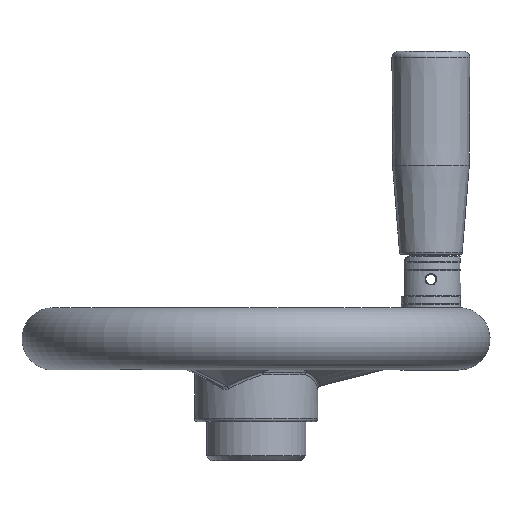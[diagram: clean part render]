
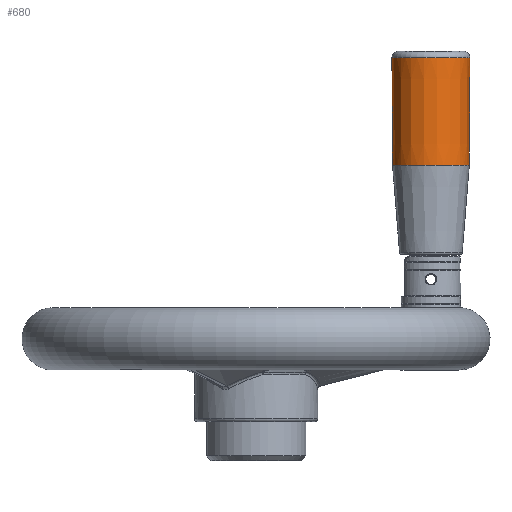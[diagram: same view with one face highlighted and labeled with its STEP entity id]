
A CAD part, front view. The second image highlights one B-rep face of the part: STEP entity #680.
In plain terms, the highlighted conical face has half-angle 0.314 degrees and reference radius 12.489 mm.
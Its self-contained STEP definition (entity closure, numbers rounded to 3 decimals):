
#680 = ADVANCED_FACE( '', ( #1461, #1462 ), #1463, .T. );
#1461 = FACE_BOUND( '', #8075, .T. );
#1462 = FACE_OUTER_BOUND( '', #8076, .T. );
#1463 = CONICAL_SURFACE( '', #8077, 12.489, 0.005 );
#8075 = EDGE_LOOP( '', ( #11187 ) );
#8076 = EDGE_LOOP( '', ( #11188 ) );
#8077 = AXIS2_PLACEMENT_3D( '', #11189, #11190, #11191 );
#11187 = ORIENTED_EDGE( '', *, *, #11857, .F. );
#11188 = ORIENTED_EDGE( '', *, *, #12400, .T. );
#11189 = CARTESIAN_POINT( '', ( 56., 0., 129.089 ) );
#11190 = DIRECTION( '', ( 0., 0., 1. ) );
#11191 = DIRECTION( '', ( -0.163, 0.987, 0. ) );
#11857 = EDGE_CURVE( '', #12839, #12839, #12840, .T. );
#12400 = EDGE_CURVE( '', #13620, #13620, #13621, .T. );
#12839 = VERTEX_POINT( '', #15269 );
#12840 = CIRCLE( '', #15270, 12.3 );
#13620 = VERTEX_POINT( '', #19631 );
#13621 = CIRCLE( '', #19632, 12.489 );
#15269 = CARTESIAN_POINT( '', ( 58.002, -12.136, 94.6 ) );
#15270 = AXIS2_PLACEMENT_3D( '', #20093, #20094, #20095 );
#19631 = CARTESIAN_POINT( '', ( 58.033, -12.322, 129.089 ) );
#19632 = AXIS2_PLACEMENT_3D( '', #20534, #20535, #20536 );
#20093 = CARTESIAN_POINT( '', ( 56., 0., 94.6 ) );
#20094 = DIRECTION( '', ( 0., 0., -1. ) );
#20095 = DIRECTION( '', ( 0.163, -0.987, 0. ) );
#20534 = CARTESIAN_POINT( '', ( 56., 0., 129.089 ) );
#20535 = DIRECTION( '', ( 0., 0., -1. ) );
#20536 = DIRECTION( '', ( 0.163, -0.987, 0. ) );
